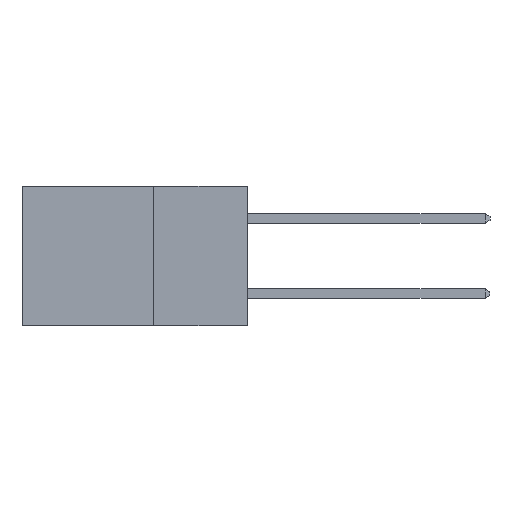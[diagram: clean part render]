
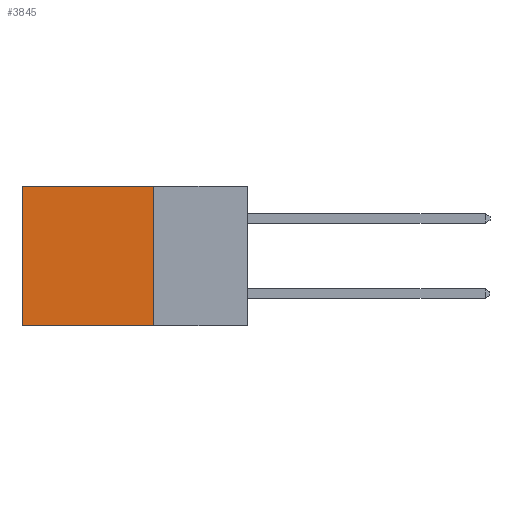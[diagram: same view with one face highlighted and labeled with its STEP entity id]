
A CAD part, left-side view. The second image highlights one B-rep face of the part: STEP entity #3845.
In plain terms, the highlighted planar face has unit normal (-1, 0, 0).
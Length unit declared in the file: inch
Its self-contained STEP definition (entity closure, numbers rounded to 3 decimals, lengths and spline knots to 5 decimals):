
#105 = EDGE_CURVE ( 'NONE', #7701, #19931, #22093, .T. ) ;
#1734 = CARTESIAN_POINT ( 'NONE',  ( 0.298, 0.6, 0. ) ) ;
#1864 = CARTESIAN_POINT ( 'NONE',  ( 0.298, 0.25, 0. ) ) ;
#2549 = VECTOR ( 'NONE', #6991, 39.37008 ) ;
#3027 = LINE ( 'NONE', #13135, #8173 ) ;
#3641 = PLANE ( 'NONE',  #15477 ) ;
#3679 = ORIENTED_EDGE ( 'NONE', *, *, #105, .T. ) ;
#3845 = ADVANCED_FACE ( 'NONE', ( #8251 ), #3641, .F. ) ;
#4553 = DIRECTION ( 'NONE',  ( 0., 0., -1. ) ) ;
#6238 = ORIENTED_EDGE ( 'NONE', *, *, #7747, .F. ) ;
#6991 = DIRECTION ( 'NONE',  ( 0., 1., 0. ) ) ;
#7105 = DIRECTION ( 'NONE',  ( 0., 0., -1. ) ) ;
#7460 = CARTESIAN_POINT ( 'NONE',  ( 0.298, 0.6, 0. ) ) ;
#7701 = VERTEX_POINT ( 'NONE', #1734 ) ;
#7747 = EDGE_CURVE ( 'NONE', #10560, #19931, #11746, .T. ) ;
#8173 = VECTOR ( 'NONE', #4553, 39.37008 ) ;
#8251 = FACE_OUTER_BOUND ( 'NONE', #18507, .T. ) ;
#8505 = ORIENTED_EDGE ( 'NONE', *, *, #13553, .T. ) ;
#10560 = VERTEX_POINT ( 'NONE', #16737 ) ;
#11066 = EDGE_CURVE ( 'NONE', #17114, #10560, #3027, .T. ) ;
#11746 = LINE ( 'NONE', #19007, #2549 ) ;
#11888 = ORIENTED_EDGE ( 'NONE', *, *, #11066, .F. ) ;
#13135 = CARTESIAN_POINT ( 'NONE',  ( 0.298, 0.25, 0. ) ) ;
#13553 = EDGE_CURVE ( 'NONE', #17114, #7701, #20393, .T. ) ;
#15477 = AXIS2_PLACEMENT_3D ( 'NONE', #15681, #17412, #7105 ) ;
#15569 = CARTESIAN_POINT ( 'NONE',  ( 0.298, 0.25, 0. ) ) ;
#15681 = CARTESIAN_POINT ( 'NONE',  ( 0.298, 0.25, 0. ) ) ;
#15827 = VECTOR ( 'NONE', #17313, 39.37008 ) ;
#16737 = CARTESIAN_POINT ( 'NONE',  ( 0.298, 0.25, -0.37 ) ) ;
#17114 = VERTEX_POINT ( 'NONE', #1864 ) ;
#17313 = DIRECTION ( 'NONE',  ( 0., 1., 0. ) ) ;
#17412 = DIRECTION ( 'NONE',  ( 1., 0., 0. ) ) ;
#17773 = DIRECTION ( 'NONE',  ( 0., 0., -1. ) ) ;
#17916 = CARTESIAN_POINT ( 'NONE',  ( 0.298, 0.6, -0.37 ) ) ;
#18077 = VECTOR ( 'NONE', #17773, 39.37008 ) ;
#18507 = EDGE_LOOP ( 'NONE', ( #3679, #6238, #11888, #8505 ) ) ;
#19007 = CARTESIAN_POINT ( 'NONE',  ( 0.298, 0.25, -0.37 ) ) ;
#19931 = VERTEX_POINT ( 'NONE', #17916 ) ;
#20393 = LINE ( 'NONE', #15569, #15827 ) ;
#22093 = LINE ( 'NONE', #7460, #18077 ) ;
